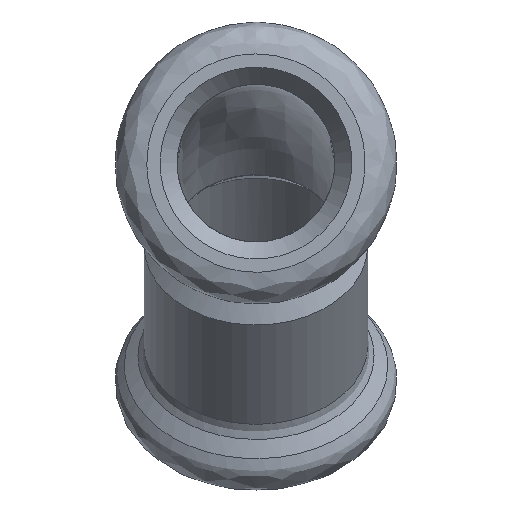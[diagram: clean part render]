
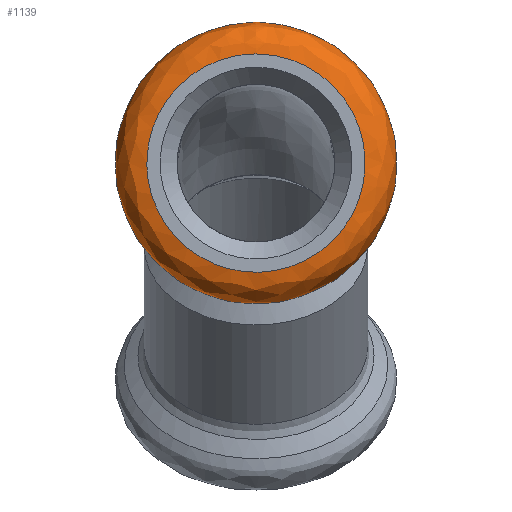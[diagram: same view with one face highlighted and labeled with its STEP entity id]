
A CAD part, left-side view. The second image highlights one B-rep face of the part: STEP entity #1139.
In plain terms, the highlighted free-form (B-spline) face has degree [2, 2] with [5, 9] control points.
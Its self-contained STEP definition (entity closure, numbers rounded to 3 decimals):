
#1093 = EDGE_CURVE('',#1094,#1096,#1098,.T.);
#1094 = VERTEX_POINT('',#1095);
#1095 = CARTESIAN_POINT('',(0.,10.25,0.));
#1096 = VERTEX_POINT('',#1097);
#1097 = CARTESIAN_POINT('',(0.,0.,10.25));
#1098 = ( BOUNDED_CURVE() B_SPLINE_CURVE(2,(#1099,#1100,#1101),
.UNSPECIFIED.,.F.,.F.) B_SPLINE_CURVE_WITH_KNOTS((3,3),(0.,
1.571),.PIECEWISE_BEZIER_KNOTS.) CURVE() 
GEOMETRIC_REPRESENTATION_ITEM() RATIONAL_B_SPLINE_CURVE((1.,
0.707,1.)) REPRESENTATION_ITEM('') );
#1099 = CARTESIAN_POINT('',(0.,10.25,0.));
#1100 = CARTESIAN_POINT('',(0.,10.25,10.25));
#1101 = CARTESIAN_POINT('',(0.,0.,10.25));
#1103 = EDGE_CURVE('',#1096,#1094,#1104,.T.);
#1104 = ( BOUNDED_CURVE() B_SPLINE_CURVE(2,(#1105,#1106,#1107,#1108,
#1109,#1110,#1111),.UNSPECIFIED.,.F.,.F.) B_SPLINE_CURVE_WITH_KNOTS((3,2
    ,2,3),(1.571,3.142,4.712,6.283),
.UNSPECIFIED.) CURVE() GEOMETRIC_REPRESENTATION_ITEM() 
RATIONAL_B_SPLINE_CURVE((1.,0.707,1.,0.707,1.,
0.707,1.)) REPRESENTATION_ITEM('') );
#1105 = CARTESIAN_POINT('',(0.,0.,10.25));
#1106 = CARTESIAN_POINT('',(0.,-10.25,10.25));
#1107 = CARTESIAN_POINT('',(0.,-10.25,0.));
#1108 = CARTESIAN_POINT('',(0.,-10.25,-10.25));
#1109 = CARTESIAN_POINT('',(0.,0.,-10.25));
#1110 = CARTESIAN_POINT('',(0.,10.25,-10.25));
#1111 = CARTESIAN_POINT('',(0.,10.25,0.));
#1139 = ADVANCED_FACE('',(#1140),#1179,.T.);
#1140 = FACE_BOUND('',#1141,.T.);
#1141 = EDGE_LOOP('',(#1142,#1152,#1162,#1168,#1176,#1177,#1178));
#1142 = ORIENTED_EDGE('',*,*,#1143,.F.);
#1143 = EDGE_CURVE('',#1144,#1146,#1148,.T.);
#1144 = VERTEX_POINT('',#1145);
#1145 = CARTESIAN_POINT('',(5.121,12.371,0.));
#1146 = VERTEX_POINT('',#1147);
#1147 = CARTESIAN_POINT('',(5.121,0.,12.371));
#1148 = ( BOUNDED_CURVE() B_SPLINE_CURVE(2,(#1149,#1150,#1151),
.UNSPECIFIED.,.F.,.F.) B_SPLINE_CURVE_WITH_KNOTS((3,3),(0.,
1.571),.PIECEWISE_BEZIER_KNOTS.) CURVE() 
GEOMETRIC_REPRESENTATION_ITEM() RATIONAL_B_SPLINE_CURVE((1.,
0.707,1.)) REPRESENTATION_ITEM('') );
#1149 = CARTESIAN_POINT('',(5.121,12.371,0.));
#1150 = CARTESIAN_POINT('',(5.121,12.371,12.371)
  );
#1151 = CARTESIAN_POINT('',(5.121,0.,
    12.371));
#1152 = ORIENTED_EDGE('',*,*,#1153,.F.);
#1153 = EDGE_CURVE('',#1154,#1144,#1156,.T.);
#1154 = VERTEX_POINT('',#1155);
#1155 = CARTESIAN_POINT('',(5.121,-12.371,0.));
#1156 = ( BOUNDED_CURVE() B_SPLINE_CURVE(2,(#1157,#1158,#1159,#1160,
#1161),.UNSPECIFIED.,.F.,.F.) B_SPLINE_CURVE_WITH_KNOTS((3,2,3),(
    3.142,4.712,6.283),
.PIECEWISE_BEZIER_KNOTS.) CURVE() GEOMETRIC_REPRESENTATION_ITEM() 
RATIONAL_B_SPLINE_CURVE((1.,0.707,1.,0.707,1.)) 
REPRESENTATION_ITEM('') );
#1157 = CARTESIAN_POINT('',(5.121,-12.371,
    0.));
#1158 = CARTESIAN_POINT('',(5.121,-12.371,
    -12.371));
#1159 = CARTESIAN_POINT('',(5.121,0.,
    -12.371));
#1160 = CARTESIAN_POINT('',(5.121,12.371,-12.371
    ));
#1161 = CARTESIAN_POINT('',(5.121,12.371,
    0.));
#1162 = ORIENTED_EDGE('',*,*,#1163,.F.);
#1163 = EDGE_CURVE('',#1146,#1154,#1164,.T.);
#1164 = ( BOUNDED_CURVE() B_SPLINE_CURVE(2,(#1165,#1166,#1167),
.UNSPECIFIED.,.F.,.F.) B_SPLINE_CURVE_WITH_KNOTS((3,3),(1.571,
3.142),.PIECEWISE_BEZIER_KNOTS.) CURVE() 
GEOMETRIC_REPRESENTATION_ITEM() RATIONAL_B_SPLINE_CURVE((1.,
0.707,1.)) REPRESENTATION_ITEM('') );
#1165 = CARTESIAN_POINT('',(5.121,0.,
    12.371));
#1166 = CARTESIAN_POINT('',(5.121,-12.371,12.371
    ));
#1167 = CARTESIAN_POINT('',(5.121,-12.371,
    0.));
#1168 = ORIENTED_EDGE('',*,*,#1169,.T.);
#1169 = EDGE_CURVE('',#1146,#1096,#1170,.T.);
#1170 = ( BOUNDED_CURVE() B_SPLINE_CURVE(2,(#1171,#1172,#1173,#1174,
#1175),.UNSPECIFIED.,.F.,.F.) B_SPLINE_CURVE_WITH_KNOTS((3,2,3),(
-0.785,0.393,1.571),.UNSPECIFIED.) CURVE() 
GEOMETRIC_REPRESENTATION_ITEM() RATIONAL_B_SPLINE_CURVE((1.,
0.831,1.,0.831,1.)) REPRESENTATION_ITEM('') );
#1171 = CARTESIAN_POINT('',(5.121,0.,12.371));
#1172 = CARTESIAN_POINT('',(3.704,0.,13.789));
#1173 = CARTESIAN_POINT('',(1.852,0.,13.022));
#1174 = CARTESIAN_POINT('',(0.,0.,12.255));
#1175 = CARTESIAN_POINT('',(0.,0.,10.25));
#1176 = ORIENTED_EDGE('',*,*,#1103,.T.);
#1177 = ORIENTED_EDGE('',*,*,#1093,.T.);
#1178 = ORIENTED_EDGE('',*,*,#1169,.F.);
#1179 = ( BOUNDED_SURFACE() B_SPLINE_SURFACE(2,2,(
    (#1180,#1181,#1182,#1183,#1184,#1185,#1186,#1187,#1188)
    ,(#1189,#1190,#1191,#1192,#1193,#1194,#1195,#1196,#1197)
    ,(#1198,#1199,#1200,#1201,#1202,#1203,#1204,#1205,#1206)
    ,(#1207,#1208,#1209,#1210,#1211,#1212,#1213,#1214,#1215)
    ,(#1216,#1217,#1218,#1219,#1220,#1221,#1222,#1223,#1224
)),.UNSPECIFIED.,.F.,.T.,.F.) B_SPLINE_SURFACE_WITH_KNOTS((3,2,3),(1,2,2
    ,2,2,2,1),(-1.571,-0.393,0.785),(
    -4.712,-3.142,-1.571,0.,1.571,
    3.142,4.712),.UNSPECIFIED.) 
GEOMETRIC_REPRESENTATION_ITEM() RATIONAL_B_SPLINE_SURFACE((
    (1.,0.707,1.,0.707,1.,0.707,1.
      ,0.707,1.)
    ,(0.831,0.588,0.831,0.588
      ,0.831,0.588,0.831,0.588
      ,0.831)
    ,(1.,0.707,1.,0.707,1.,0.707,1.
      ,0.707,1.)
    ,(0.831,0.588,0.831,0.588
      ,0.831,0.588,0.831,0.588
      ,0.831)
    ,(1.,0.707,1.,0.707,1.,0.707,1.
,0.707,1.))) REPRESENTATION_ITEM('') SURFACE() );
#1180 = CARTESIAN_POINT('',(5.121,0.,12.371));
#1181 = CARTESIAN_POINT('',(5.121,-12.371,12.371
    ));
#1182 = CARTESIAN_POINT('',(5.121,-12.371,0.));
#1183 = CARTESIAN_POINT('',(5.121,-12.371,
    -12.371));
#1184 = CARTESIAN_POINT('',(5.121,0.,-12.371));
#1185 = CARTESIAN_POINT('',(5.121,12.371,-12.371
    ));
#1186 = CARTESIAN_POINT('',(5.121,12.371,0.));
#1187 = CARTESIAN_POINT('',(5.121,12.371,12.371)
  );
#1188 = CARTESIAN_POINT('',(5.121,0.,12.371));
#1189 = CARTESIAN_POINT('',(3.704,0.,13.789));
#1190 = CARTESIAN_POINT('',(3.704,-13.789,
    13.789));
#1191 = CARTESIAN_POINT('',(3.704,-13.789,0.));
#1192 = CARTESIAN_POINT('',(3.704,-13.789,
    -13.789));
#1193 = CARTESIAN_POINT('',(3.704,0.,-13.789));
#1194 = CARTESIAN_POINT('',(3.704,13.789,
    -13.789));
#1195 = CARTESIAN_POINT('',(3.704,13.789,0.));
#1196 = CARTESIAN_POINT('',(3.704,13.789,13.789
    ));
#1197 = CARTESIAN_POINT('',(3.704,0.,13.789));
#1198 = CARTESIAN_POINT('',(1.852,0.,13.022));
#1199 = CARTESIAN_POINT('',(1.852,-13.022,
    13.022));
#1200 = CARTESIAN_POINT('',(1.852,-13.022,0.));
#1201 = CARTESIAN_POINT('',(1.852,-13.022,
    -13.022));
#1202 = CARTESIAN_POINT('',(1.852,0.,-13.022));
#1203 = CARTESIAN_POINT('',(1.852,13.022,
    -13.022));
#1204 = CARTESIAN_POINT('',(1.852,13.022,0.));
#1205 = CARTESIAN_POINT('',(1.852,13.022,
    13.022));
#1206 = CARTESIAN_POINT('',(1.852,0.,13.022));
#1207 = CARTESIAN_POINT('',(0.,0.,12.255));
#1208 = CARTESIAN_POINT('',(0.,-12.255,
    12.255));
#1209 = CARTESIAN_POINT('',(0.,-12.255,0.));
#1210 = CARTESIAN_POINT('',(0.,-12.255,
    -12.255));
#1211 = CARTESIAN_POINT('',(0.,0.,-12.255));
#1212 = CARTESIAN_POINT('',(0.,12.255,
    -12.255));
#1213 = CARTESIAN_POINT('',(0.,12.255,0.));
#1214 = CARTESIAN_POINT('',(0.,12.255,
    12.255));
#1215 = CARTESIAN_POINT('',(0.,0.,12.255));
#1216 = CARTESIAN_POINT('',(0.,0.,10.25));
#1217 = CARTESIAN_POINT('',(0.,-10.25,10.25));
#1218 = CARTESIAN_POINT('',(0.,-10.25,0.));
#1219 = CARTESIAN_POINT('',(0.,-10.25,-10.25));
#1220 = CARTESIAN_POINT('',(0.,0.,-10.25));
#1221 = CARTESIAN_POINT('',(0.,10.25,-10.25));
#1222 = CARTESIAN_POINT('',(0.,10.25,0.));
#1223 = CARTESIAN_POINT('',(0.,10.25,10.25));
#1224 = CARTESIAN_POINT('',(0.,0.,10.25));
